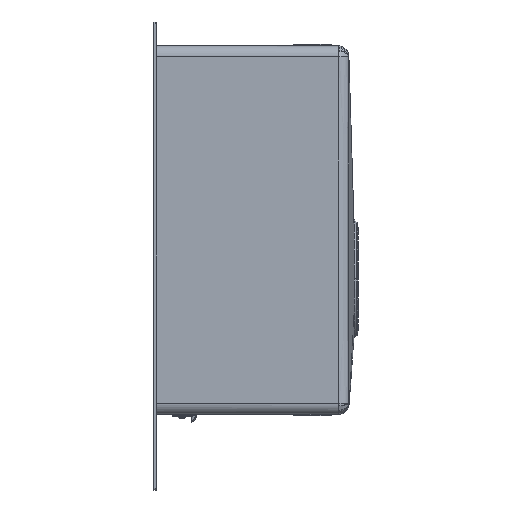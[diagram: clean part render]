
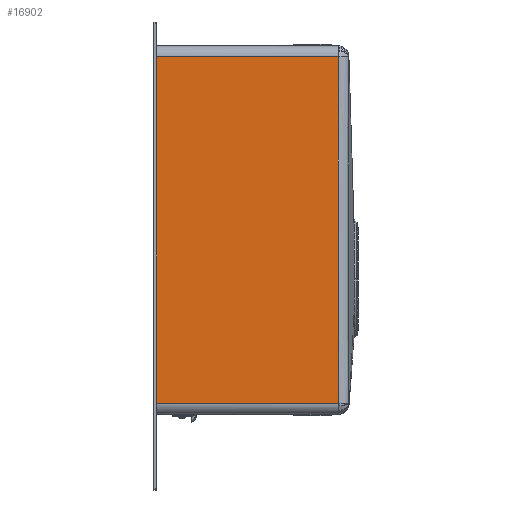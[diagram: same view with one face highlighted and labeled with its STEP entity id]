
A CAD part, left-side view. The second image highlights one B-rep face of the part: STEP entity #16902.
In plain terms, the highlighted planar face has unit normal (-1, 0, 0).
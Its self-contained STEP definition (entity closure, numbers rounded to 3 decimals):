
#4117=DIRECTION('',(0.,0.,1.));
#4118=VECTOR('',#4117,348.036);
#4119=CARTESIAN_POINT('',(-376.194,-2.997,-117.338));
#4120=LINE('',#4119,#4118);
#4121=DIRECTION('',(0.,-1.,0.));
#4122=VECTOR('',#4121,182.237);
#4123=CARTESIAN_POINT('',(-376.194,-2.997,230.698));
#4124=LINE('',#4123,#4122);
#4125=CARTESIAN_POINT('',(-376.194,-185.28,
-117.338));
#4126=CARTESIAN_POINT('',(-376.194,-185.303,
-77.911));
#4127=CARTESIAN_POINT('',(-376.194,-185.331,
0.289));
#4128=CARTESIAN_POINT('',(-376.194,-185.315,
103.611));
#4129=CARTESIAN_POINT('',(-376.194,-185.265,
187.217));
#4130=CARTESIAN_POINT('',(-376.194,-185.234,
230.698));
#4132=DIRECTION('',(0.,-1.,0.));
#4133=VECTOR('',#4132,182.283);
#4134=CARTESIAN_POINT('',(-376.194,-2.997,-117.338));
#4135=LINE('',#4134,#4133);
#6598=VERTEX_POINT('',#4125);
#6599=VERTEX_POINT('',#4130);
#6814=CARTESIAN_POINT('',(-376.194,-2.997,-117.338));
#6815=CARTESIAN_POINT('',(-376.194,-2.997,230.698));
#6816=VERTEX_POINT('',#6814);
#6817=VERTEX_POINT('',#6815);
#16889=CARTESIAN_POINT('',(-376.194,0.,-127.32));
#16890=DIRECTION('',(-1.,0.,0.));
#16891=DIRECTION('',(0.,0.,1.));
#16892=AXIS2_PLACEMENT_3D('',#16889,#16890,#16891);
#16893=PLANE('',#16892);
#16894=ORIENTED_EDGE('',*,*,#7382,.T.);
#16896=ORIENTED_EDGE('',*,*,#16895,.T.);
#16898=ORIENTED_EDGE('',*,*,#16897,.F.);
#16899=ORIENTED_EDGE('',*,*,#16878,.F.);
#16900=EDGE_LOOP('',(#16894,#16896,#16898,#16899));
#16901=FACE_OUTER_BOUND('',#16900,.F.);
#16902=ADVANCED_FACE('',(#16901),#16893,.T.);
#4131=B_SPLINE_CURVE_WITH_KNOTS('',3,(#4125,#4126,#4127,#4128,#4129,#4130),
.UNSPECIFIED.,.F.,.F.,(4,1,1,4),(0.,0.333,0.667,1.),
.UNSPECIFIED.);
#7382=EDGE_CURVE('',#6816,#6817,#4120,.T.);
#16878=EDGE_CURVE('',#6816,#6598,#4135,.T.);
#16895=EDGE_CURVE('',#6817,#6599,#4124,.T.);
#16897=EDGE_CURVE('',#6598,#6599,#4131,.T.);
